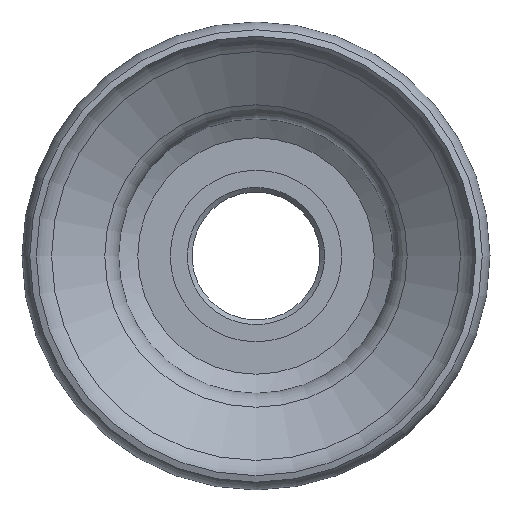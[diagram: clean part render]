
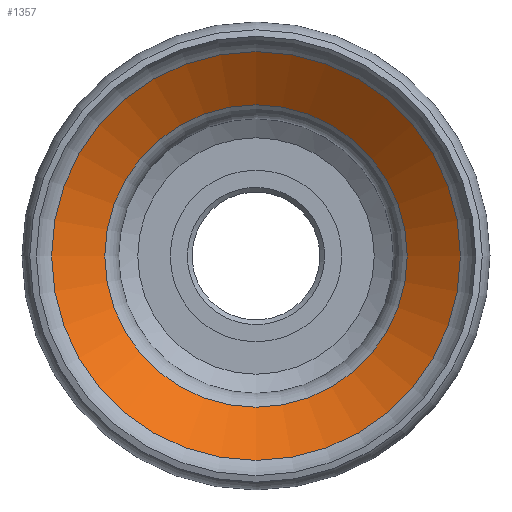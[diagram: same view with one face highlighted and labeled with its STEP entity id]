
A CAD part, front view. The second image highlights one B-rep face of the part: STEP entity #1357.
In plain terms, the highlighted conical face has half-angle 53.493 degrees and reference radius 9.691 mm.
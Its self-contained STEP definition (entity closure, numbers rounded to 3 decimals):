
#39=CONICAL_SURFACE('',#1480,9.691,0.934);
#211=CIRCLE('',#1481,13.1);
#212=CIRCLE('',#1482,9.691);
#469=ORIENTED_EDGE('',*,*,#745,.F.);
#470=ORIENTED_EDGE('',*,*,#746,.T.);
#745=EDGE_CURVE('',#888,#888,#211,.T.);
#746=EDGE_CURVE('',#889,#889,#212,.T.);
#888=VERTEX_POINT('',#4601);
#889=VERTEX_POINT('',#4603);
#1102=EDGE_LOOP('',(#469));
#1103=EDGE_LOOP('',(#470));
#1227=FACE_BOUND('',#1102,.T.);
#1228=FACE_BOUND('',#1103,.T.);
#1357=ADVANCED_FACE('',(#1227,#1228),#39,.F.);
#1480=AXIS2_PLACEMENT_3D('',#4599,#1712,#1713);
#1481=AXIS2_PLACEMENT_3D('',#4600,#1714,#1715);
#1482=AXIS2_PLACEMENT_3D('',#4602,#1716,#1717);
#1712=DIRECTION('',(0.,-1.,0.));
#1713=DIRECTION('',(0.,0.,-1.));
#1714=DIRECTION('',(0.,1.,0.));
#1715=DIRECTION('',(0.,0.,1.));
#1716=DIRECTION('',(0.,1.,0.));
#1717=DIRECTION('',(0.,0.,1.));
#4599=CARTESIAN_POINT('',(0.,-31.44,0.));
#4600=CARTESIAN_POINT('',(0.,-33.963,0.));
#4601=CARTESIAN_POINT('',(0.,-33.963,13.1));
#4602=CARTESIAN_POINT('',(0.,-31.44,0.));
#4603=CARTESIAN_POINT('',(0.,-31.44,9.691));
